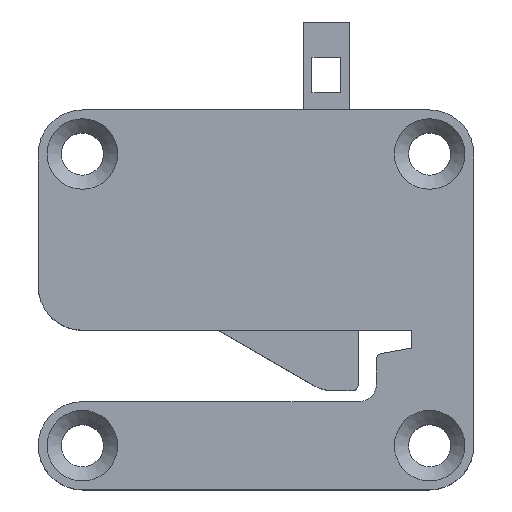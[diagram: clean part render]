
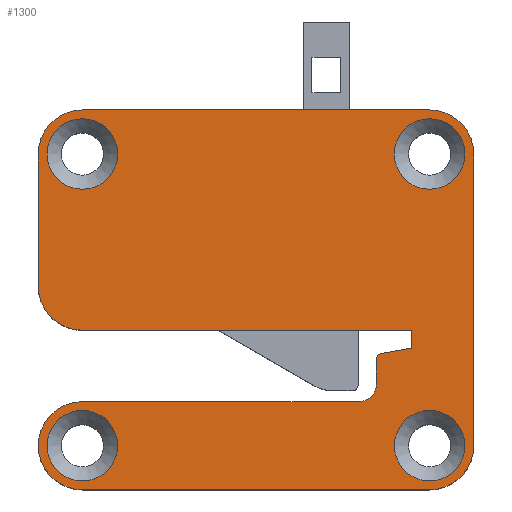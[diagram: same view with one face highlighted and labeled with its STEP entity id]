
A CAD part, top view. The second image highlights one B-rep face of the part: STEP entity #1300.
In plain terms, the highlighted planar face has unit normal (0, 0, 1).
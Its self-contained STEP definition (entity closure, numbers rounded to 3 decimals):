
#799 = VERTEX_POINT('',#800);
#800 = CARTESIAN_POINT('',(17.35,6.16,8.));
#806 = EDGE_CURVE('',#799,#807,#809,.T.);
#807 = VERTEX_POINT('',#808);
#808 = CARTESIAN_POINT('',(-20.05,6.16,8.));
#809 = LINE('',#810,#811);
#810 = CARTESIAN_POINT('',(17.35,6.16,8.));
#811 = VECTOR('',#812,1.);
#812 = DIRECTION('',(-1.,0.,0.));
#842 = VERTEX_POINT('',#843);
#843 = CARTESIAN_POINT('',(-20.05,31.16,8.));
#849 = EDGE_CURVE('',#842,#850,#852,.T.);
#850 = VERTEX_POINT('',#851);
#851 = CARTESIAN_POINT('',(19.35,31.16,8.));
#852 = LINE('',#853,#854);
#853 = CARTESIAN_POINT('',(-20.05,31.16,8.));
#854 = VECTOR('',#855,1.);
#855 = DIRECTION('',(1.,0.,0.));
#876 = EDGE_CURVE('',#842,#877,#879,.T.);
#877 = VERTEX_POINT('',#878);
#878 = CARTESIAN_POINT('',(-25.05,26.16,8.));
#879 = CIRCLE('',#880,5.);
#880 = AXIS2_PLACEMENT_3D('',#881,#882,#883);
#881 = CARTESIAN_POINT('',(-20.05,26.16,8.));
#882 = DIRECTION('',(0.,0.,1.));
#883 = DIRECTION('',(1.,0.,0.));
#901 = VERTEX_POINT('',#902);
#902 = CARTESIAN_POINT('',(-25.05,11.16,8.));
#908 = EDGE_CURVE('',#901,#877,#909,.T.);
#909 = LINE('',#910,#911);
#910 = CARTESIAN_POINT('',(-25.05,11.16,8.));
#911 = VECTOR('',#912,1.);
#912 = DIRECTION('',(0.,1.,0.));
#925 = EDGE_CURVE('',#901,#807,#926,.T.);
#926 = CIRCLE('',#927,5.);
#927 = AXIS2_PLACEMENT_3D('',#928,#929,#930);
#928 = CARTESIAN_POINT('',(-20.05,11.16,8.));
#929 = DIRECTION('',(0.,0.,1.));
#930 = DIRECTION('',(1.,0.,0.));
#968 = VERTEX_POINT('',#969);
#969 = CARTESIAN_POINT('',(-20.05,-1.94,8.));
#975 = EDGE_CURVE('',#968,#976,#978,.T.);
#976 = VERTEX_POINT('',#977);
#977 = CARTESIAN_POINT('',(11.36,-1.94,8.));
#978 = LINE('',#979,#980);
#979 = CARTESIAN_POINT('',(-20.05,-1.94,8.));
#980 = VECTOR('',#981,1.);
#981 = DIRECTION('',(1.,0.,0.));
#999 = EDGE_CURVE('',#968,#1000,#1002,.T.);
#1000 = VERTEX_POINT('',#1001);
#1001 = CARTESIAN_POINT('',(-20.05,-11.94,8.));
#1002 = CIRCLE('',#1003,5.);
#1003 = AXIS2_PLACEMENT_3D('',#1004,#1005,#1006);
#1004 = CARTESIAN_POINT('',(-20.05,-6.94,8.));
#1005 = DIRECTION('',(0.,0.,1.));
#1006 = DIRECTION('',(1.,0.,0.));
#1024 = EDGE_CURVE('',#976,#1025,#1027,.T.);
#1025 = VERTEX_POINT('',#1026);
#1026 = CARTESIAN_POINT('',(13.3,0.,8.));
#1027 = CIRCLE('',#1028,1.94);
#1028 = AXIS2_PLACEMENT_3D('',#1029,#1030,#1031);
#1029 = CARTESIAN_POINT('',(11.36,0.,8.));
#1030 = DIRECTION('',(0.,0.,1.));
#1031 = DIRECTION('',(1.,0.,0.));
#1049 = VERTEX_POINT('',#1050);
#1050 = CARTESIAN_POINT('',(19.35,-11.94,8.));
#1056 = EDGE_CURVE('',#1049,#1000,#1057,.T.);
#1057 = LINE('',#1058,#1059);
#1058 = CARTESIAN_POINT('',(19.35,-11.94,8.));
#1059 = VECTOR('',#1060,1.);
#1060 = DIRECTION('',(-1.,0.,0.));
#1073 = EDGE_CURVE('',#1025,#1074,#1076,.T.);
#1074 = VERTEX_POINT('',#1075);
#1075 = CARTESIAN_POINT('',(13.3,2.835,8.));
#1076 = LINE('',#1077,#1078);
#1077 = CARTESIAN_POINT('',(13.3,0.,8.));
#1078 = VECTOR('',#1079,1.);
#1079 = DIRECTION('',(0.,1.,0.));
#1097 = EDGE_CURVE('',#1049,#1098,#1100,.T.);
#1098 = VERTEX_POINT('',#1099);
#1099 = CARTESIAN_POINT('',(24.35,-6.94,8.));
#1100 = CIRCLE('',#1101,5.);
#1101 = AXIS2_PLACEMENT_3D('',#1102,#1103,#1104);
#1102 = CARTESIAN_POINT('',(19.35,-6.94,8.));
#1103 = DIRECTION('',(0.,0.,1.));
#1104 = DIRECTION('',(1.,0.,0.));
#1122 = VERTEX_POINT('',#1123);
#1123 = CARTESIAN_POINT('',(13.878,3.524,8.));
#1129 = EDGE_CURVE('',#1122,#1074,#1130,.T.);
#1130 = CIRCLE('',#1131,0.7);
#1131 = AXIS2_PLACEMENT_3D('',#1132,#1133,#1134);
#1132 = CARTESIAN_POINT('',(14.,2.835,8.));
#1133 = DIRECTION('',(0.,0.,1.));
#1134 = DIRECTION('',(1.,0.,0.));
#1147 = VERTEX_POINT('',#1148);
#1148 = CARTESIAN_POINT('',(24.35,26.16,8.));
#1154 = EDGE_CURVE('',#1147,#1098,#1155,.T.);
#1155 = LINE('',#1156,#1157);
#1156 = CARTESIAN_POINT('',(24.35,26.16,8.));
#1157 = VECTOR('',#1158,1.);
#1158 = DIRECTION('',(0.,-1.,0.));
#1171 = EDGE_CURVE('',#1122,#1172,#1174,.T.);
#1172 = VERTEX_POINT('',#1173);
#1173 = CARTESIAN_POINT('',(17.35,4.136,8.));
#1174 = LINE('',#1175,#1176);
#1175 = CARTESIAN_POINT('',(13.878,3.524,8.));
#1176 = VECTOR('',#1177,1.);
#1177 = DIRECTION('',(0.985,0.174,0.));
#1195 = EDGE_CURVE('',#1147,#850,#1196,.T.);
#1196 = CIRCLE('',#1197,5.);
#1197 = AXIS2_PLACEMENT_3D('',#1198,#1199,#1200);
#1198 = CARTESIAN_POINT('',(19.35,26.16,8.));
#1199 = DIRECTION('',(0.,0.,1.));
#1200 = DIRECTION('',(1.,0.,0.));
#1213 = EDGE_CURVE('',#1172,#799,#1214,.T.);
#1214 = LINE('',#1215,#1216);
#1215 = CARTESIAN_POINT('',(17.35,4.136,8.));
#1216 = VECTOR('',#1217,1.);
#1217 = DIRECTION('',(0.,1.,0.));
#1300 = ADVANCED_FACE('',(#1301,#1319,#1330,#1341,#1352),#1363,.T.);
#1301 = FACE_BOUND('',#1302,.T.);
#1302 = EDGE_LOOP('',(#1303,#1304,#1305,#1306,#1307,#1308,#1309,#1310,
    #1311,#1312,#1313,#1314,#1315,#1316,#1317,#1318));
#1303 = ORIENTED_EDGE('',*,*,#975,.F.);
#1304 = ORIENTED_EDGE('',*,*,#999,.T.);
#1305 = ORIENTED_EDGE('',*,*,#1056,.F.);
#1306 = ORIENTED_EDGE('',*,*,#1097,.T.);
#1307 = ORIENTED_EDGE('',*,*,#1154,.F.);
#1308 = ORIENTED_EDGE('',*,*,#1195,.T.);
#1309 = ORIENTED_EDGE('',*,*,#849,.F.);
#1310 = ORIENTED_EDGE('',*,*,#876,.T.);
#1311 = ORIENTED_EDGE('',*,*,#908,.F.);
#1312 = ORIENTED_EDGE('',*,*,#925,.T.);
#1313 = ORIENTED_EDGE('',*,*,#806,.F.);
#1314 = ORIENTED_EDGE('',*,*,#1213,.F.);
#1315 = ORIENTED_EDGE('',*,*,#1171,.F.);
#1316 = ORIENTED_EDGE('',*,*,#1129,.T.);
#1317 = ORIENTED_EDGE('',*,*,#1073,.F.);
#1318 = ORIENTED_EDGE('',*,*,#1024,.F.);
#1319 = FACE_BOUND('',#1320,.T.);
#1320 = EDGE_LOOP('',(#1321));
#1321 = ORIENTED_EDGE('',*,*,#1322,.F.);
#1322 = EDGE_CURVE('',#1323,#1323,#1325,.T.);
#1323 = VERTEX_POINT('',#1324);
#1324 = CARTESIAN_POINT('',(-16.05,-6.94,8.));
#1325 = CIRCLE('',#1326,4.);
#1326 = AXIS2_PLACEMENT_3D('',#1327,#1328,#1329);
#1327 = CARTESIAN_POINT('',(-20.05,-6.94,8.));
#1328 = DIRECTION('',(0.,0.,1.));
#1329 = DIRECTION('',(1.,0.,0.));
#1330 = FACE_BOUND('',#1331,.T.);
#1331 = EDGE_LOOP('',(#1332));
#1332 = ORIENTED_EDGE('',*,*,#1333,.F.);
#1333 = EDGE_CURVE('',#1334,#1334,#1336,.T.);
#1334 = VERTEX_POINT('',#1335);
#1335 = CARTESIAN_POINT('',(23.35,-6.94,8.));
#1336 = CIRCLE('',#1337,4.);
#1337 = AXIS2_PLACEMENT_3D('',#1338,#1339,#1340);
#1338 = CARTESIAN_POINT('',(19.35,-6.94,8.));
#1339 = DIRECTION('',(0.,0.,1.));
#1340 = DIRECTION('',(1.,0.,0.));
#1341 = FACE_BOUND('',#1342,.T.);
#1342 = EDGE_LOOP('',(#1343));
#1343 = ORIENTED_EDGE('',*,*,#1344,.F.);
#1344 = EDGE_CURVE('',#1345,#1345,#1347,.T.);
#1345 = VERTEX_POINT('',#1346);
#1346 = CARTESIAN_POINT('',(-16.05,26.16,8.));
#1347 = CIRCLE('',#1348,4.);
#1348 = AXIS2_PLACEMENT_3D('',#1349,#1350,#1351);
#1349 = CARTESIAN_POINT('',(-20.05,26.16,8.));
#1350 = DIRECTION('',(0.,0.,1.));
#1351 = DIRECTION('',(1.,0.,0.));
#1352 = FACE_BOUND('',#1353,.T.);
#1353 = EDGE_LOOP('',(#1354));
#1354 = ORIENTED_EDGE('',*,*,#1355,.F.);
#1355 = EDGE_CURVE('',#1356,#1356,#1358,.T.);
#1356 = VERTEX_POINT('',#1357);
#1357 = CARTESIAN_POINT('',(23.35,26.16,8.));
#1358 = CIRCLE('',#1359,4.);
#1359 = AXIS2_PLACEMENT_3D('',#1360,#1361,#1362);
#1360 = CARTESIAN_POINT('',(19.35,26.16,8.));
#1361 = DIRECTION('',(0.,0.,1.));
#1362 = DIRECTION('',(1.,0.,0.));
#1363 = PLANE('',#1364);
#1364 = AXIS2_PLACEMENT_3D('',#1365,#1366,#1367);
#1365 = CARTESIAN_POINT('',(0.156,7.425,8.));
#1366 = DIRECTION('',(0.,0.,1.));
#1367 = DIRECTION('',(1.,0.,0.));
